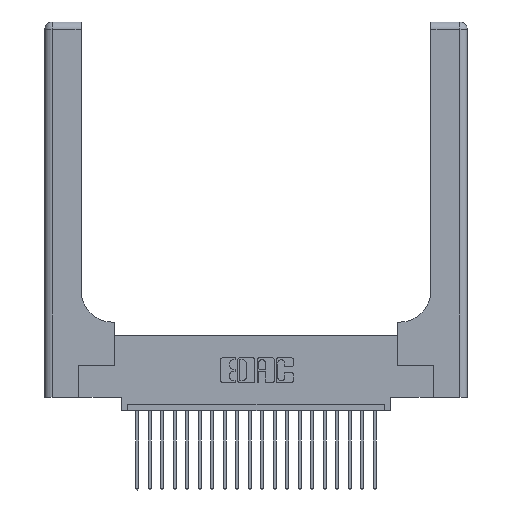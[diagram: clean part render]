
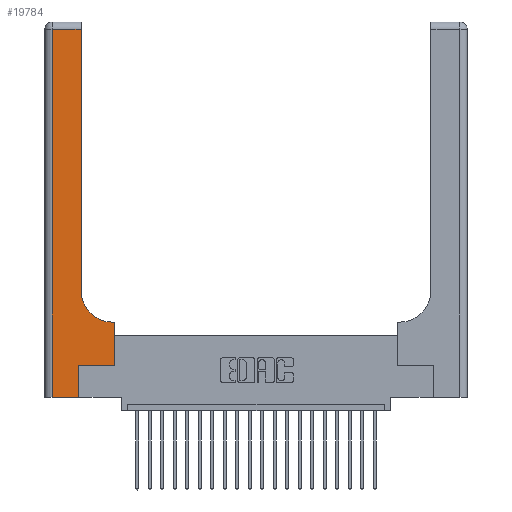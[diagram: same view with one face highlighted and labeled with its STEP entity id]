
A CAD part, top view. The second image highlights one B-rep face of the part: STEP entity #19784.
In plain terms, the highlighted planar face has unit normal (0, 0, 1).
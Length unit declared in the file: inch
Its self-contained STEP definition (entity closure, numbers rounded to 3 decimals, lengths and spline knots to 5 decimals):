
#119 = DIRECTION ( 'NONE',  ( -1., 0., 0. ) ) ;
#342 = DIRECTION ( 'NONE',  ( 1., 0., 0. ) ) ;
#536 = LINE ( 'NONE', #23355, #18564 ) ;
#541 = DIRECTION ( 'NONE',  ( 1., 0., 0. ) ) ;
#908 = EDGE_CURVE ( 'NONE', #10855, #19492, #10967, .T. ) ;
#1080 = ORIENTED_EDGE ( 'NONE', *, *, #10938, .T. ) ;
#1474 = LINE ( 'NONE', #5228, #20067 ) ;
#1873 = ORIENTED_EDGE ( 'NONE', *, *, #22955, .T. ) ;
#1996 = FACE_OUTER_BOUND ( 'NONE', #3294, .T. ) ;
#2006 = DIRECTION ( 'NONE',  ( -1., 0., 0. ) ) ;
#2141 = CARTESIAN_POINT ( 'NONE',  ( 0.2915, 2.94, 0.37 ) ) ;
#2266 = CARTESIAN_POINT ( 'NONE',  ( 0.06, 3., 0.37 ) ) ;
#2945 = DIRECTION ( 'NONE',  ( -1., 0., 0. ) ) ;
#3201 = CARTESIAN_POINT ( 'NONE',  ( 0.5415, 0.6, 0.37 ) ) ;
#3294 = EDGE_LOOP ( 'NONE', ( #17578, #17978, #8867, #1080, #5404, #11916, #1873, #3432, #15350 ) ) ;
#3432 = ORIENTED_EDGE ( 'NONE', *, *, #14755, .T. ) ;
#3606 = CARTESIAN_POINT ( 'NONE',  ( 0.5585, 0.25, 0.37 ) ) ;
#4181 = LINE ( 'NONE', #5461, #18770 ) ;
#4419 = VERTEX_POINT ( 'NONE', #2141 ) ;
#4560 = CARTESIAN_POINT ( 'NONE',  ( 0.269, 0.25, 0.37 ) ) ;
#5228 = CARTESIAN_POINT ( 'NONE',  ( 0.269, 0., 0.37 ) ) ;
#5404 = ORIENTED_EDGE ( 'NONE', *, *, #7255, .T. ) ;
#5461 = CARTESIAN_POINT ( 'NONE',  ( 0., 2.94, 0.37 ) ) ;
#5859 = LINE ( 'NONE', #2266, #21025 ) ;
#6325 = VERTEX_POINT ( 'NONE', #21015 ) ;
#6421 = VERTEX_POINT ( 'NONE', #9344 ) ;
#7255 = EDGE_CURVE ( 'NONE', #6421, #10855, #1474, .T. ) ;
#8006 = VECTOR ( 'NONE', #342, 39.37008 ) ;
#8530 = PLANE ( 'NONE',  #12970 ) ;
#8761 = EDGE_CURVE ( 'NONE', #4419, #13768, #4181, .T. ) ;
#8867 = ORIENTED_EDGE ( 'NONE', *, *, #9049, .T. ) ;
#9049 = EDGE_CURVE ( 'NONE', #13768, #20418, #5859, .T. ) ;
#9328 = CARTESIAN_POINT ( 'NONE',  ( 0., 0., 0.37 ) ) ;
#9344 = CARTESIAN_POINT ( 'NONE',  ( 0.269, 0., 0.37 ) ) ;
#9367 = CARTESIAN_POINT ( 'NONE',  ( 0.5585, 0.25, 0.37 ) ) ;
#9450 = DIRECTION ( 'NONE',  ( 0., 1., 0. ) ) ;
#10855 = VERTEX_POINT ( 'NONE', #4560 ) ;
#10938 = EDGE_CURVE ( 'NONE', #20418, #6421, #14697, .T. ) ;
#10967 = LINE ( 'NONE', #17873, #17990 ) ;
#11194 = CARTESIAN_POINT ( 'NONE',  ( 0.06, 2.94, 0.37 ) ) ;
#11916 = ORIENTED_EDGE ( 'NONE', *, *, #908, .T. ) ;
#12521 = DIRECTION ( 'NONE',  ( 1., 0., 0. ) ) ;
#12970 = AXIS2_PLACEMENT_3D ( 'NONE', #17332, #21130, #2945 ) ;
#13541 = VECTOR ( 'NONE', #21722, 39.37008 ) ;
#13599 = EDGE_CURVE ( 'NONE', #16890, #4419, #20304, .T. ) ;
#13768 = VERTEX_POINT ( 'NONE', #11194 ) ;
#14697 = LINE ( 'NONE', #9328, #8006 ) ;
#14755 = EDGE_CURVE ( 'NONE', #6325, #15549, #536, .T. ) ;
#15350 = ORIENTED_EDGE ( 'NONE', *, *, #21816, .T. ) ;
#15549 = VERTEX_POINT ( 'NONE', #3201 ) ;
#16192 = AXIS2_PLACEMENT_3D ( 'NONE', #16752, #18569, #541 ) ;
#16752 = CARTESIAN_POINT ( 'NONE',  ( 0.5415, 0.85, 0.37 ) ) ;
#16890 = VERTEX_POINT ( 'NONE', #18480 ) ;
#17332 = CARTESIAN_POINT ( 'NONE',  ( 0., 3., 0.37 ) ) ;
#17456 = CARTESIAN_POINT ( 'NONE',  ( 0.06, 0., 0.37 ) ) ;
#17578 = ORIENTED_EDGE ( 'NONE', *, *, #13599, .T. ) ;
#17779 = DIRECTION ( 'NONE',  ( 0., 1., 0. ) ) ;
#17873 = CARTESIAN_POINT ( 'NONE',  ( 0.269, 0.25, 0.37 ) ) ;
#17978 = ORIENTED_EDGE ( 'NONE', *, *, #8761, .T. ) ;
#17990 = VECTOR ( 'NONE', #12521, 39.37008 ) ;
#18480 = CARTESIAN_POINT ( 'NONE',  ( 0.2915, 0.85, 0.37 ) ) ;
#18564 = VECTOR ( 'NONE', #2006, 39.37008 ) ;
#18569 = DIRECTION ( 'NONE',  ( 0., 0., -1. ) ) ;
#18770 = VECTOR ( 'NONE', #119, 39.37008 ) ;
#19492 = VERTEX_POINT ( 'NONE', #3606 ) ;
#19784 = ADVANCED_FACE ( 'NONE', ( #1996 ), #8530, .F. ) ;
#19919 = CARTESIAN_POINT ( 'NONE',  ( 0.2915, 3., 0.37 ) ) ;
#20067 = VECTOR ( 'NONE', #17779, 39.37008 ) ;
#20304 = LINE ( 'NONE', #19919, #13541 ) ;
#20418 = VERTEX_POINT ( 'NONE', #17456 ) ;
#21015 = CARTESIAN_POINT ( 'NONE',  ( 0.5585, 0.6, 0.37 ) ) ;
#21025 = VECTOR ( 'NONE', #21773, 39.37008 ) ;
#21130 = DIRECTION ( 'NONE',  ( 0., 0., -1. ) ) ;
#21370 = CIRCLE ( 'NONE', #16192, 0.25 ) ;
#21590 = LINE ( 'NONE', #9367, #22426 ) ;
#21722 = DIRECTION ( 'NONE',  ( 0., 1., 0. ) ) ;
#21773 = DIRECTION ( 'NONE',  ( 0., -1., 0. ) ) ;
#21816 = EDGE_CURVE ( 'NONE', #15549, #16890, #21370, .T. ) ;
#22426 = VECTOR ( 'NONE', #9450, 39.37008 ) ;
#22955 = EDGE_CURVE ( 'NONE', #19492, #6325, #21590, .T. ) ;
#23355 = CARTESIAN_POINT ( 'NONE',  ( 0.2915, 0.6, 0.37 ) ) ;
